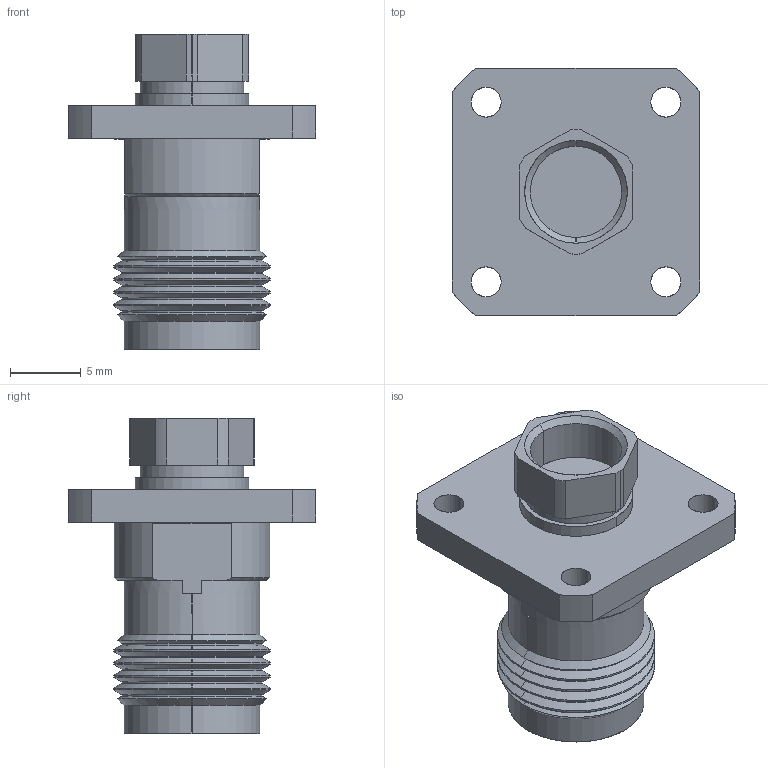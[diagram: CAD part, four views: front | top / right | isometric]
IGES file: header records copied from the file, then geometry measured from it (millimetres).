
Start section: SolidWorks IGES file using analytic representation for surfaces
Global section: file name: R143.274.700K.IGS; native system: SolidWorks 2014; preprocessor: SolidWorks 2014; author: RAYMOND_G; date: 150115.154111; units: millimetre
Bounding box: 17.5 x 17.5 x 22.28 mm (x, y, z)
Surface area: 1980.4 mm2 (no closed solid volume)
Topology: 0 solids, 0 shells, 155 faces, 1562 edges, 1562 vertices
Faces by surface type: revolution 113, bspline 42
